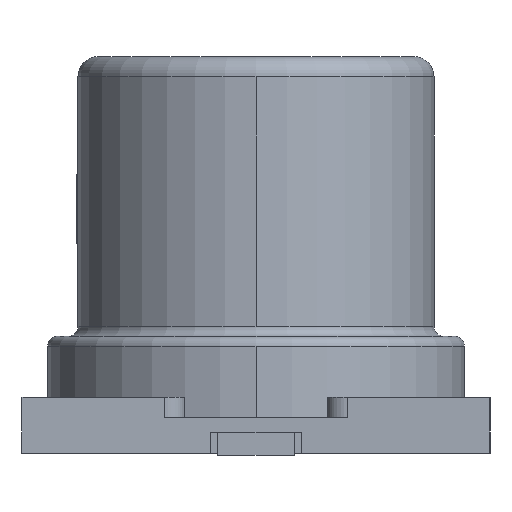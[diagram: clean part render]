
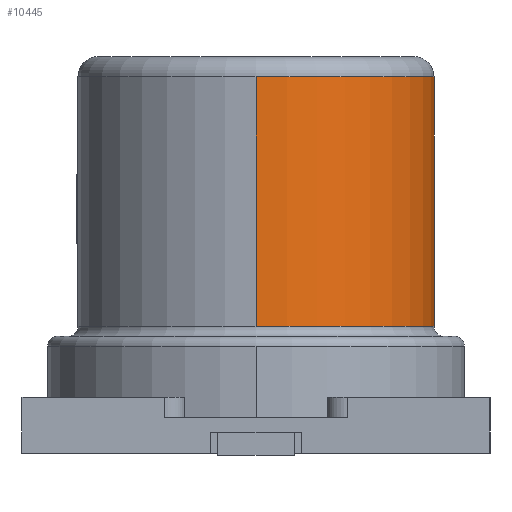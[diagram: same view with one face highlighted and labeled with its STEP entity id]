
A CAD part, left-side view. The second image highlights one B-rep face of the part: STEP entity #10445.
In plain terms, the highlighted cylindrical face has radius 1.75 mm (diameter 3.5 mm), a partial arc.
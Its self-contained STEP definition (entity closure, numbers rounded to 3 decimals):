
#82 = VERTEX_POINT ( 'NONE', #11384 ) ;
#1030 = EDGE_LOOP ( 'NONE', ( #4468, #5336, #14022, #8917 ) ) ;
#1440 = CARTESIAN_POINT ( 'NONE',  ( -2.95, -1.75, 17.83 ) ) ;
#1679 = EDGE_CURVE ( 'NONE', #82, #13167, #15113, .T. ) ;
#2092 = VECTOR ( 'NONE', #5362, 1000. ) ;
#2457 = CARTESIAN_POINT ( 'NONE',  ( -2.95, -1.75, 3.7 ) ) ;
#2560 = CARTESIAN_POINT ( 'NONE',  ( -4.7, 0., 3.7 ) ) ;
#3051 = CARTESIAN_POINT ( 'NONE',  ( -4.7, 0., 17.83 ) ) ;
#4468 = ORIENTED_EDGE ( 'NONE', *, *, #13945, .T. ) ;
#4697 = CARTESIAN_POINT ( 'NONE',  ( -2.95, 0., 1.25 ) ) ;
#5336 = ORIENTED_EDGE ( 'NONE', *, *, #7377, .T. ) ;
#5362 = DIRECTION ( 'NONE',  ( 0., 0., -1. ) ) ;
#5377 = DIRECTION ( 'NONE',  ( 1., 0., 0. ) ) ;
#5566 = LINE ( 'NONE', #3051, #15816 ) ;
#6336 = AXIS2_PLACEMENT_3D ( 'NONE', #7405, #8829, #17041 ) ;
#6559 = AXIS2_PLACEMENT_3D ( 'NONE', #4697, #15455, #15626 ) ;
#6910 = CIRCLE ( 'NONE', #16905, 1.75 ) ;
#7377 = EDGE_CURVE ( 'NONE', #16433, #82, #5566, .T. ) ;
#7405 = CARTESIAN_POINT ( 'NONE',  ( -2.95, 0., 17.83 ) ) ;
#8251 = CARTESIAN_POINT ( 'NONE',  ( -2.95, -1.75, 1.25 ) ) ;
#8829 = DIRECTION ( 'NONE',  ( 0., 0., -1. ) ) ;
#8917 = ORIENTED_EDGE ( 'NONE', *, *, #15008, .F. ) ;
#10445 = ADVANCED_FACE ( 'NONE', ( #17235 ), #14283, .T. ) ;
#10746 = CARTESIAN_POINT ( 'NONE',  ( -2.95, 0., 3.7 ) ) ;
#11384 = CARTESIAN_POINT ( 'NONE',  ( -4.7, 0., 1.25 ) ) ;
#12259 = DIRECTION ( 'NONE',  ( 0., 0., -1. ) ) ;
#13167 = VERTEX_POINT ( 'NONE', #8251 ) ;
#13945 = EDGE_CURVE ( 'NONE', #14452, #16433, #6910, .T. ) ;
#14022 = ORIENTED_EDGE ( 'NONE', *, *, #1679, .T. ) ;
#14283 = CYLINDRICAL_SURFACE ( 'NONE', #6336, 1.75 ) ;
#14452 = VERTEX_POINT ( 'NONE', #2457 ) ;
#15008 = EDGE_CURVE ( 'NONE', #14452, #13167, #16123, .T. ) ;
#15041 = DIRECTION ( 'NONE',  ( 0., 0., -1. ) ) ;
#15113 = CIRCLE ( 'NONE', #6559, 1.75 ) ;
#15455 = DIRECTION ( 'NONE',  ( 0., 0., 1. ) ) ;
#15626 = DIRECTION ( 'NONE',  ( 1., 0., 0. ) ) ;
#15816 = VECTOR ( 'NONE', #15041, 1000. ) ;
#16123 = LINE ( 'NONE', #1440, #2092 ) ;
#16433 = VERTEX_POINT ( 'NONE', #2560 ) ;
#16905 = AXIS2_PLACEMENT_3D ( 'NONE', #10746, #12259, #5377 ) ;
#17041 = DIRECTION ( 'NONE',  ( -1., 0., 0. ) ) ;
#17235 = FACE_OUTER_BOUND ( 'NONE', #1030, .T. ) ;
